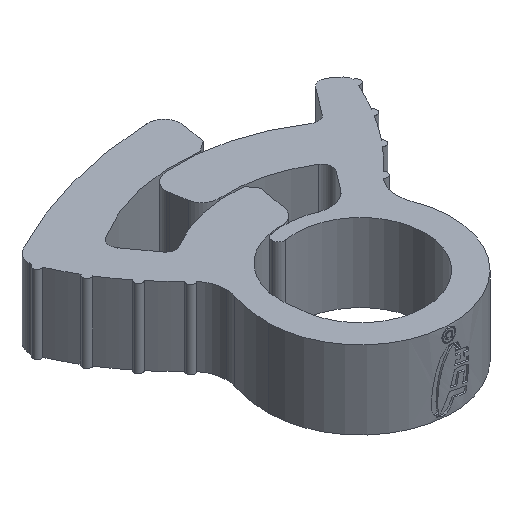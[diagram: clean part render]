
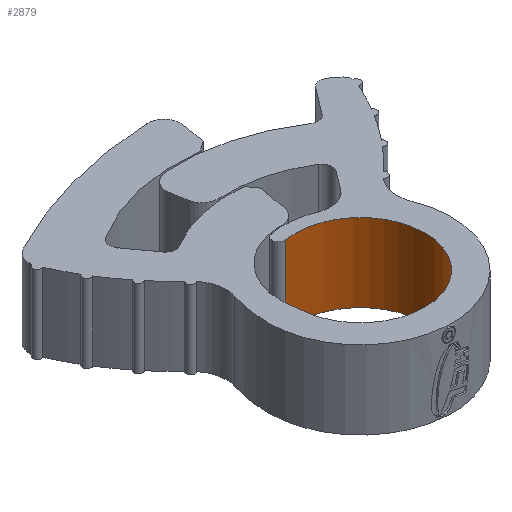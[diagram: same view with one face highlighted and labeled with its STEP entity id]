
A CAD part, isometric view. The second image highlights one B-rep face of the part: STEP entity #2879.
In plain terms, the highlighted cylindrical face has radius 3.8 mm (diameter 7.6 mm), a partial arc.
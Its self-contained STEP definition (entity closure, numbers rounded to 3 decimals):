
#32 = ORIENTED_EDGE ( 'NONE', *, *, #2972, .F. ) ;
#33 = CIRCLE ( 'NONE', #2805, 3.8 ) ;
#101 = CARTESIAN_POINT ( 'NONE',  ( -3.8, 0., 2.3 ) ) ;
#105 = LINE ( 'NONE', #5221, #3369 ) ;
#450 = AXIS2_PLACEMENT_3D ( 'NONE', #6407, #5504, #2493 ) ;
#481 = VERTEX_POINT ( 'NONE', #3614 ) ;
#496 = VERTEX_POINT ( 'NONE', #101 ) ;
#882 = VECTOR ( 'NONE', #3484, 1000. ) ;
#1070 = DIRECTION ( 'NONE',  ( 0., 0., -1. ) ) ;
#1250 = DIRECTION ( 'NONE',  ( -1., 0., 0. ) ) ;
#1912 = LINE ( 'NONE', #4924, #882 ) ;
#1963 = CIRCLE ( 'NONE', #5651, 3.8 ) ;
#2300 = VERTEX_POINT ( 'NONE', #3555 ) ;
#2381 = CARTESIAN_POINT ( 'NONE',  ( 0., 0., -2.3 ) ) ;
#2457 = CYLINDRICAL_SURFACE ( 'NONE', #450, 3.8 ) ;
#2493 = DIRECTION ( 'NONE',  ( -1., 0., 0. ) ) ;
#2559 = EDGE_CURVE ( 'NONE', #496, #481, #1912, .T. ) ;
#2621 = CARTESIAN_POINT ( 'NONE',  ( 0., 0., 2.3 ) ) ;
#2805 = AXIS2_PLACEMENT_3D ( 'NONE', #2621, #4639, #3188 ) ;
#2859 = DIRECTION ( 'NONE',  ( 0., 0., -1. ) ) ;
#2879 = ADVANCED_FACE ( 'NONE', ( #3478 ), #2457, .F. ) ;
#2972 = EDGE_CURVE ( 'NONE', #2300, #496, #33, .T. ) ;
#3116 = EDGE_CURVE ( 'NONE', #4272, #481, #1963, .T. ) ;
#3188 = DIRECTION ( 'NONE',  ( -1., 0., 0. ) ) ;
#3251 = ORIENTED_EDGE ( 'NONE', *, *, #3116, .T. ) ;
#3369 = VECTOR ( 'NONE', #1070, 1000. ) ;
#3478 = FACE_OUTER_BOUND ( 'NONE', #5390, .T. ) ;
#3484 = DIRECTION ( 'NONE',  ( 0., 0., -1. ) ) ;
#3555 = CARTESIAN_POINT ( 'NONE',  ( -0.65, 3.744, 2.3 ) ) ;
#3614 = CARTESIAN_POINT ( 'NONE',  ( -3.8, 0., -2.3 ) ) ;
#3813 = ORIENTED_EDGE ( 'NONE', *, *, #2559, .F. ) ;
#4272 = VERTEX_POINT ( 'NONE', #5100 ) ;
#4639 = DIRECTION ( 'NONE',  ( 0., 0., -1. ) ) ;
#4924 = CARTESIAN_POINT ( 'NONE',  ( -3.8, 0., 2.3 ) ) ;
#5100 = CARTESIAN_POINT ( 'NONE',  ( -0.65, 3.744, -2.3 ) ) ;
#5221 = CARTESIAN_POINT ( 'NONE',  ( -0.65, 3.744, 2.3 ) ) ;
#5390 = EDGE_LOOP ( 'NONE', ( #3251, #3813, #32, #6457 ) ) ;
#5504 = DIRECTION ( 'NONE',  ( 0., 0., -1. ) ) ;
#5651 = AXIS2_PLACEMENT_3D ( 'NONE', #2381, #2859, #1250 ) ;
#6082 = EDGE_CURVE ( 'NONE', #2300, #4272, #105, .T. ) ;
#6407 = CARTESIAN_POINT ( 'NONE',  ( 0., 0., 2.3 ) ) ;
#6457 = ORIENTED_EDGE ( 'NONE', *, *, #6082, .T. ) ;
